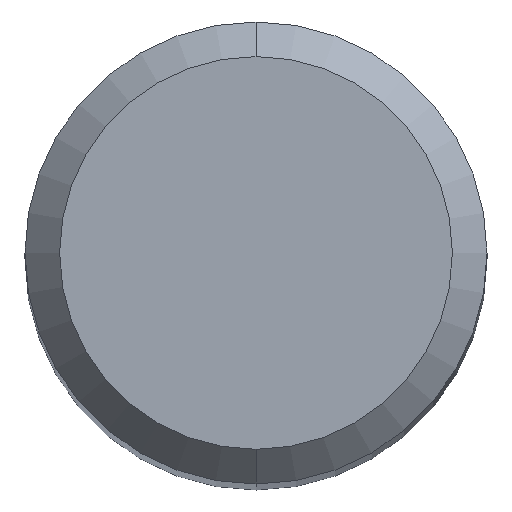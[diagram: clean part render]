
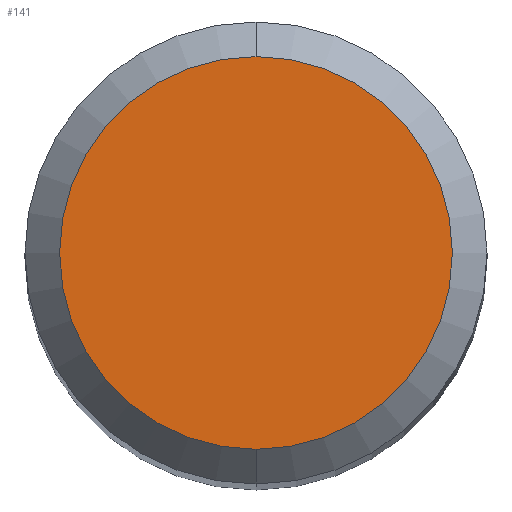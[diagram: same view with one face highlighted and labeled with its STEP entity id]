
A CAD part, top view. The second image highlights one B-rep face of the part: STEP entity #141.
In plain terms, the highlighted planar face has unit normal (0, 0, 1).
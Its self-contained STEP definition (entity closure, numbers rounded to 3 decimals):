
#139=EDGE_CURVE('',#225,#143,#294,.T.);
#141=ADVANCED_FACE('',(#296),#297,.T.);
#143=VERTEX_POINT('',#299);
#149=EDGE_CURVE('',#143,#225,#306,.T.);
#225=VERTEX_POINT('',#392);
#294=CIRCLE('',#464,1.7);
#296=FACE_OUTER_BOUND('',#466,.T.);
#297=PLANE('',#467);
#299=CARTESIAN_POINT('',(0.,-1.7,0.0));
#306=CIRCLE('',#477,1.7);
#392=CARTESIAN_POINT('',(0.0,1.7,0.0));
#464=AXIS2_PLACEMENT_3D('',#645,#646,#647);
#466=EDGE_LOOP('',(#649,#650));
#467=AXIS2_PLACEMENT_3D('',#651,#652,#653);
#477=AXIS2_PLACEMENT_3D('',#662,#663,#664);
#645=CARTESIAN_POINT('',(0.0,0.0,0.0));
#646=DIRECTION('',(0.0,0.0,-1.0));
#647=DIRECTION('',(0.0,1.0,0.0));
#649=ORIENTED_EDGE('',*,*,#139,.F.);
#650=ORIENTED_EDGE('',*,*,#149,.F.);
#651=CARTESIAN_POINT('',(0.0,0.85,0.0));
#652=DIRECTION('',(-0.0,0.0,1.0));
#653=DIRECTION('',(0.0,-1.0,0.0));
#662=CARTESIAN_POINT('',(0.0,0.0,0.0));
#663=DIRECTION('',(0.0,0.0,-1.0));
#664=DIRECTION('',(0.0,1.0,0.0));
